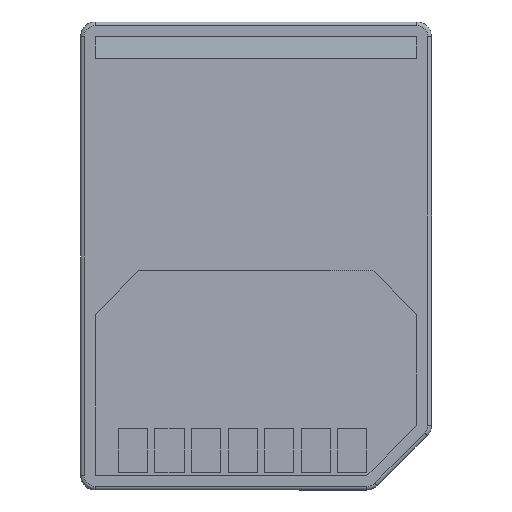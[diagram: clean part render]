
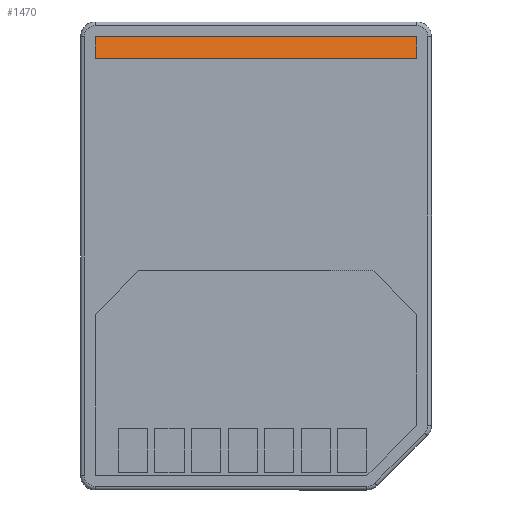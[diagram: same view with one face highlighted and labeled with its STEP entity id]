
A CAD part, front view. The second image highlights one B-rep face of the part: STEP entity #1470.
In plain terms, the highlighted planar face has unit normal (0, -0.986, 0.164).
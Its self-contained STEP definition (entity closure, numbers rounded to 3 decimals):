
#68 = CARTESIAN_POINT ( 'NONE',  ( 11., -0.65, 13.5 ) ) ;
#79 = LINE ( 'NONE', #311, #1709 ) ;
#86 = VECTOR ( 'NONE', #1704, 1000. ) ;
#129 = VERTEX_POINT ( 'NONE', #68 ) ;
#133 = ORIENTED_EDGE ( 'NONE', *, *, #1748, .T. ) ;
#148 = DIRECTION ( 'NONE',  ( 0., -0.164, -0.986 ) ) ;
#151 = ORIENTED_EDGE ( 'NONE', *, *, #1205, .F. ) ;
#190 = DIRECTION ( 'NONE',  ( 0., -0.164, -0.986 ) ) ;
#243 = FACE_OUTER_BOUND ( 'NONE', #850, .T. ) ;
#311 = CARTESIAN_POINT ( 'NONE',  ( 11., -0.65, 13.5 ) ) ;
#325 = CARTESIAN_POINT ( 'NONE',  ( -11., -0.65, 13.5 ) ) ;
#331 = AXIS2_PLACEMENT_3D ( 'NONE', #927, #861, #190 ) ;
#454 = ORIENTED_EDGE ( 'NONE', *, *, #1243, .F. ) ;
#528 = EDGE_CURVE ( 'NONE', #717, #129, #1686, .T. ) ;
#684 = DIRECTION ( 'NONE',  ( 1., 0., 0. ) ) ;
#688 = LINE ( 'NONE', #325, #1958 ) ;
#711 = CARTESIAN_POINT ( 'NONE',  ( -12.521, -0.65, 13.5 ) ) ;
#717 = VERTEX_POINT ( 'NONE', #1371 ) ;
#850 = EDGE_LOOP ( 'NONE', ( #133, #1276, #454, #151 ) ) ;
#861 = DIRECTION ( 'NONE',  ( 0., -0.986, 0.164 ) ) ;
#898 = LINE ( 'NONE', #1483, #1349 ) ;
#927 = CARTESIAN_POINT ( 'NONE',  ( -12.521, -0.65, 13.5 ) ) ;
#1184 = CARTESIAN_POINT ( 'NONE',  ( 11., -0.4, 15. ) ) ;
#1205 = EDGE_CURVE ( 'NONE', #2086, #1851, #898, .T. ) ;
#1243 = EDGE_CURVE ( 'NONE', #1851, #129, #79, .T. ) ;
#1276 = ORIENTED_EDGE ( 'NONE', *, *, #528, .T. ) ;
#1312 = DIRECTION ( 'NONE',  ( 0., -0.164, -0.986 ) ) ;
#1349 = VECTOR ( 'NONE', #684, 1000. ) ;
#1371 = CARTESIAN_POINT ( 'NONE',  ( -11., -0.65, 13.5 ) ) ;
#1470 = ADVANCED_FACE ( 'NONE', ( #243 ), #1935, .T. ) ;
#1483 = CARTESIAN_POINT ( 'NONE',  ( -12.521, -0.4, 15. ) ) ;
#1633 = CARTESIAN_POINT ( 'NONE',  ( -11., -0.4, 15. ) ) ;
#1686 = LINE ( 'NONE', #711, #86 ) ;
#1704 = DIRECTION ( 'NONE',  ( 1., 0., 0. ) ) ;
#1709 = VECTOR ( 'NONE', #148, 1000. ) ;
#1748 = EDGE_CURVE ( 'NONE', #2086, #717, #688, .T. ) ;
#1851 = VERTEX_POINT ( 'NONE', #1184 ) ;
#1935 = PLANE ( 'NONE',  #331 ) ;
#1958 = VECTOR ( 'NONE', #1312, 1000. ) ;
#2086 = VERTEX_POINT ( 'NONE', #1633 ) ;
